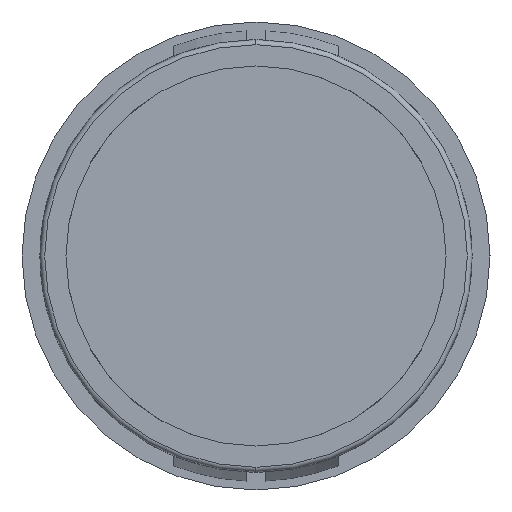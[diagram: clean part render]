
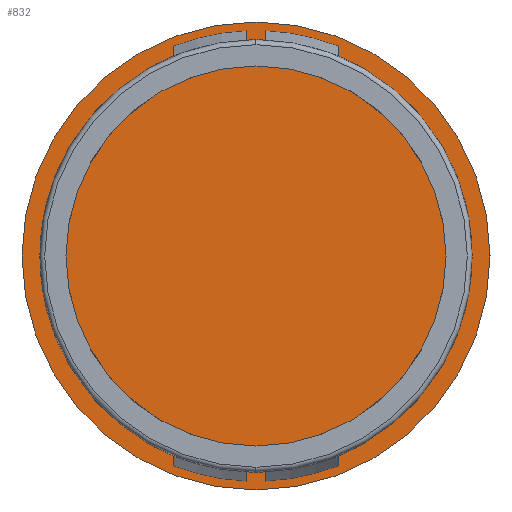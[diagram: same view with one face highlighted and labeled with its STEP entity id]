
A CAD part, front view. The second image highlights one B-rep face of the part: STEP entity #832.
In plain terms, the highlighted planar face has unit normal (0, -1, 0).
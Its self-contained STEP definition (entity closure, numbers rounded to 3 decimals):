
#20 = CARTESIAN_POINT ( 'NONE',  ( 0., 0., 0. ) ) ;
#21 = DIRECTION ( 'NONE',  ( 0., 1., 0. ) ) ;
#80 = DIRECTION ( 'NONE',  ( 0., 0., 1. ) ) ;
#81 = CARTESIAN_POINT ( 'NONE',  ( 10.5, 0., -24.2 ) ) ;
#84 = LINE ( 'NONE', #81, #1759 ) ;
#229 = CARTESIAN_POINT ( 'NONE',  ( 10.5, 0., -24.2 ) ) ;
#237 = LINE ( 'NONE', #229, #1794 ) ;
#276 = DIRECTION ( 'NONE',  ( 0., 0., -1. ) ) ;
#278 = DIRECTION ( 'NONE',  ( 0., -1., 0. ) ) ;
#280 = DIRECTION ( 'NONE',  ( 0., 0., 1. ) ) ;
#281 = CARTESIAN_POINT ( 'NONE',  ( 0., 0., 0. ) ) ;
#314 = PLANE ( 'NONE',  #1844 ) ;
#352 = CIRCLE ( 'NONE', #1865, 22.35 ) ;
#377 = CIRCLE ( 'NONE', #1761, 22.35 ) ;
#399 = CIRCLE ( 'NONE', #1910, 24.2 ) ;
#403 = CIRCLE ( 'NONE', #1936, 19.65 ) ;
#411 = CIRCLE ( 'NONE', #1841, 19.65 ) ;
#413 = CIRCLE ( 'NONE', #1751, 24.2 ) ;
#429 = DIRECTION ( 'NONE',  ( 0., 0., -1. ) ) ;
#446 = EDGE_LOOP ( 'NONE', ( #1536, #1337 ) ) ;
#452 = EDGE_LOOP ( 'NONE', ( #1268, #1360, #1271, #1282 ) ) ;
#472 = EDGE_LOOP ( 'NONE', ( #1270, #1275, #1274, #1272 ) ) ;
#573 = VERTEX_POINT ( 'NONE', #1720 ) ;
#579 = VERTEX_POINT ( 'NONE', #1714 ) ;
#582 = VERTEX_POINT ( 'NONE', #1707 ) ;
#595 = VERTEX_POINT ( 'NONE', #1703 ) ;
#604 = VERTEX_POINT ( 'NONE', #1715 ) ;
#607 = VERTEX_POINT ( 'NONE', #1717 ) ;
#611 = DIRECTION ( 'NONE',  ( 0., 0., 1. ) ) ;
#613 = CARTESIAN_POINT ( 'NONE',  ( -10.5, 0., -24.2 ) ) ;
#614 = LINE ( 'NONE', #613, #1801 ) ;
#617 = DIRECTION ( 'NONE',  ( 0., 1., 0. ) ) ;
#624 = DIRECTION ( 'NONE',  ( 0., 0., -1. ) ) ;
#654 = CARTESIAN_POINT ( 'NONE',  ( 0., 0., 0. ) ) ;
#739 = EDGE_CURVE ( 'NONE', #1647, #582, #237, .T. ) ;
#758 = EDGE_CURVE ( 'NONE', #582, #573, #411, .T. ) ;
#782 = EDGE_CURVE ( 'NONE', #573, #1673, #84, .T. ) ;
#802 = EDGE_CURVE ( 'NONE', #579, #595, #377, .T. ) ;
#805 = EDGE_CURVE ( 'NONE', #579, #1642, #614, .T. ) ;
#829 = EDGE_CURVE ( 'NONE', #1673, #1647, #352, .T. ) ;
#832 = ADVANCED_FACE ( 'NONE', ( #1775, #1867, #1769 ), #314, .T. ) ;
#837 = EDGE_CURVE ( 'NONE', #604, #1692, #413, .T. ) ;
#852 = EDGE_CURVE ( 'NONE', #607, #1642, #403, .T. ) ;
#856 = EDGE_CURVE ( 'NONE', #607, #595, #984, .T. ) ;
#870 = EDGE_CURVE ( 'NONE', #1692, #604, #399, .T. ) ;
#879 = CARTESIAN_POINT ( 'NONE',  ( -23.3, 0., 0. ) ) ;
#880 = DIRECTION ( 'NONE',  ( 0., -1., 0. ) ) ;
#881 = DIRECTION ( 'NONE',  ( 0., 0., -1. ) ) ;
#894 = CARTESIAN_POINT ( 'NONE',  ( 0., 0., 0. ) ) ;
#895 = DIRECTION ( 'NONE',  ( 0., 1., 0. ) ) ;
#896 = DIRECTION ( 'NONE',  ( 0., 0., 1. ) ) ;
#971 = CARTESIAN_POINT ( 'NONE',  ( 0., 0., 0. ) ) ;
#972 = DIRECTION ( 'NONE',  ( 0., -1., 0. ) ) ;
#973 = DIRECTION ( 'NONE',  ( 0., 0., -1. ) ) ;
#984 = LINE ( 'NONE', #985, #1948 ) ;
#985 = CARTESIAN_POINT ( 'NONE',  ( -10.5, 0., -24.2 ) ) ;
#986 = DIRECTION ( 'NONE',  ( 0., 0., 1. ) ) ;
#1033 = CARTESIAN_POINT ( 'NONE',  ( 0., 0., 0. ) ) ;
#1034 = DIRECTION ( 'NONE',  ( 0., 1., 0. ) ) ;
#1035 = DIRECTION ( 'NONE',  ( 0., 0., 1. ) ) ;
#1130 = CARTESIAN_POINT ( 'NONE',  ( -10.5, 0., -16.609 ) ) ;
#1132 = CARTESIAN_POINT ( 'NONE',  ( 10.5, 0., -19.73 ) ) ;
#1152 = CARTESIAN_POINT ( 'NONE',  ( 10.5, 0., 19.73 ) ) ;
#1167 = CARTESIAN_POINT ( 'NONE',  ( 0., 0., -24.2 ) ) ;
#1268 = ORIENTED_EDGE ( 'NONE', *, *, #805, .F. ) ;
#1270 = ORIENTED_EDGE ( 'NONE', *, *, #782, .T. ) ;
#1271 = ORIENTED_EDGE ( 'NONE', *, *, #856, .F. ) ;
#1272 = ORIENTED_EDGE ( 'NONE', *, *, #758, .T. ) ;
#1274 = ORIENTED_EDGE ( 'NONE', *, *, #739, .T. ) ;
#1275 = ORIENTED_EDGE ( 'NONE', *, *, #829, .T. ) ;
#1282 = ORIENTED_EDGE ( 'NONE', *, *, #852, .T. ) ;
#1337 = ORIENTED_EDGE ( 'NONE', *, *, #870, .F. ) ;
#1360 = ORIENTED_EDGE ( 'NONE', *, *, #802, .T. ) ;
#1536 = ORIENTED_EDGE ( 'NONE', *, *, #837, .F. ) ;
#1642 = VERTEX_POINT ( 'NONE', #1130 ) ;
#1647 = VERTEX_POINT ( 'NONE', #1132 ) ;
#1673 = VERTEX_POINT ( 'NONE', #1152 ) ;
#1692 = VERTEX_POINT ( 'NONE', #1167 ) ;
#1703 = CARTESIAN_POINT ( 'NONE',  ( -10.5, 0., 19.73 ) ) ;
#1707 = CARTESIAN_POINT ( 'NONE',  ( 10.5, 0., -16.609 ) ) ;
#1714 = CARTESIAN_POINT ( 'NONE',  ( -10.5, 0., -19.73 ) ) ;
#1715 = CARTESIAN_POINT ( 'NONE',  ( 0., 0., 24.2 ) ) ;
#1717 = CARTESIAN_POINT ( 'NONE',  ( -10.5, 0., 16.609 ) ) ;
#1720 = CARTESIAN_POINT ( 'NONE',  ( 10.5, 0., 16.609 ) ) ;
#1751 = AXIS2_PLACEMENT_3D ( 'NONE', #894, #895, #896 ) ;
#1759 = VECTOR ( 'NONE', #80, 1000. ) ;
#1761 = AXIS2_PLACEMENT_3D ( 'NONE', #654, #617, #624 ) ;
#1769 = FACE_OUTER_BOUND ( 'NONE', #446, .T. ) ;
#1775 = FACE_BOUND ( 'NONE', #452, .T. ) ;
#1794 = VECTOR ( 'NONE', #280, 1000. ) ;
#1801 = VECTOR ( 'NONE', #611, 1000. ) ;
#1841 = AXIS2_PLACEMENT_3D ( 'NONE', #281, #278, #276 ) ;
#1844 = AXIS2_PLACEMENT_3D ( 'NONE', #879, #880, #881 ) ;
#1865 = AXIS2_PLACEMENT_3D ( 'NONE', #20, #21, #429 ) ;
#1867 = FACE_BOUND ( 'NONE', #472, .T. ) ;
#1910 = AXIS2_PLACEMENT_3D ( 'NONE', #1033, #1034, #1035 ) ;
#1936 = AXIS2_PLACEMENT_3D ( 'NONE', #971, #972, #973 ) ;
#1948 = VECTOR ( 'NONE', #986, 1000. ) ;
